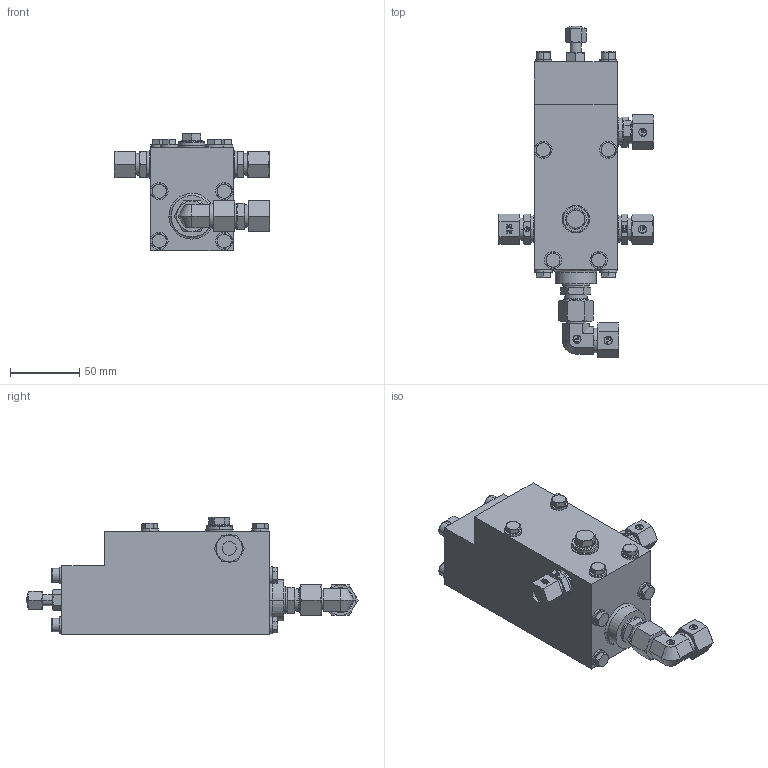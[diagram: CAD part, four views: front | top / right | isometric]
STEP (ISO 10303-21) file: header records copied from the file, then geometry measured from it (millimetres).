
FILE_DESCRIPTION (( 'STEP AP214' ), '1' );
FILE_NAME ('HON_655-Differenzdruck_1-stufig.STEP', '2017-03-02T12:43:18', ( '' ), ( '' ), 'SwSTEP 2.0', 'SolidWorks 2015', '' );
FILE_SCHEMA (( 'AUTOMOTIVE_DESIGN' ));
Length unit declared in the file: millimetre
Products named in the file (1): HON_655-Differenzdruck_1-stufig
Bounding box: 112.35 x 240.45 x 85 mm (x, y, z)
Volume: 699932.5 mm3; surface area: 66533.2 mm2
Topology: 1 solids, 1 shells, 880 faces, 2053 edges, 1259 vertices
Faces by surface type: plane 466, cylinder 203, cone 195, bspline 16
Entity records: 35661 total; most frequent: CARTESIAN_POINT 6189, DIRECTION 4105, ORIENTED_EDGE 4090, EDGE_CURVE 2045, AXIS2_PLACEMENT_3D 1571, VERTEX_POINT 1259, EDGE_LOOP 972, LINE 963
